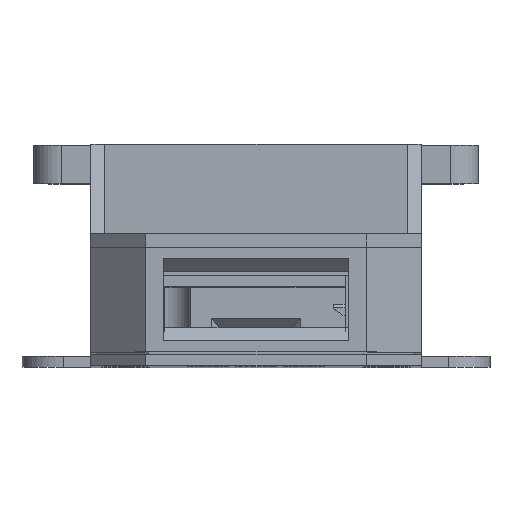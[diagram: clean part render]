
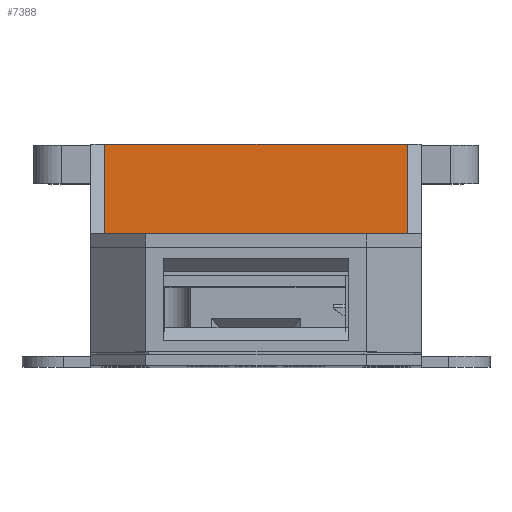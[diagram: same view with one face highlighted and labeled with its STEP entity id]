
A CAD part, top view. The second image highlights one B-rep face of the part: STEP entity #7388.
In plain terms, the highlighted planar face has unit normal (0, 0, 1).
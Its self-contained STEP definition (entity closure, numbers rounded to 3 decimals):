
#401=PLANE('',#7990);
#708=FACE_OUTER_BOUND('',#1186,.T.);
#1186=EDGE_LOOP('',(#6594,#6595,#6596,#6597));
#1868=LINE('',#11680,#2627);
#1871=LINE('',#11687,#2630);
#1875=LINE('',#11693,#2634);
#1978=LINE('',#12037,#2737);
#2627=VECTOR('',#9513,10.);
#2630=VECTOR('',#9518,10.);
#2634=VECTOR('',#9524,10.);
#2737=VECTOR('',#9861,10.);
#3611=VERTEX_POINT('',#11678);
#3612=VERTEX_POINT('',#11679);
#3614=VERTEX_POINT('',#11685);
#3615=VERTEX_POINT('',#11686);
#4547=EDGE_CURVE('',#3611,#3612,#1868,.T.);
#4550=EDGE_CURVE('',#3614,#3615,#1871,.T.);
#4554=EDGE_CURVE('',#3611,#3615,#1875,.T.);
#4733=EDGE_CURVE('',#3612,#3614,#1978,.T.);
#6594=ORIENTED_EDGE('',*,*,#4550,.T.);
#6595=ORIENTED_EDGE('',*,*,#4554,.F.);
#6596=ORIENTED_EDGE('',*,*,#4547,.T.);
#6597=ORIENTED_EDGE('',*,*,#4733,.T.);
#7388=ADVANCED_FACE('',(#708),#401,.T.);
#7990=AXIS2_PLACEMENT_3D('',#12036,#9859,#9860);
#9513=DIRECTION('',(0.,1.,0.));
#9518=DIRECTION('',(0.,-1.,0.));
#9524=DIRECTION('',(-1.,0.,0.));
#9859=DIRECTION('center_axis',(0.,0.,
1.));
#9860=DIRECTION('ref_axis',(0.,1.,0.));
#9861=DIRECTION('',(-1.,0.,0.));
#11678=CARTESIAN_POINT('',(12.75,2.75,23.076));
#11679=CARTESIAN_POINT('',(12.75,9.25,23.076));
#11680=CARTESIAN_POINT('',(12.75,4.375,23.076));
#11685=CARTESIAN_POINT('',(-9.25,9.25,23.076));
#11686=CARTESIAN_POINT('',(-9.25,2.75,23.076));
#11687=CARTESIAN_POINT('',(-9.25,4.375,23.076));
#11693=CARTESIAN_POINT('',(13.75,2.75,23.076));
#12036=CARTESIAN_POINT('Origin',(13.75,2.75,23.076));
#12037=CARTESIAN_POINT('',(13.75,9.25,23.076));
